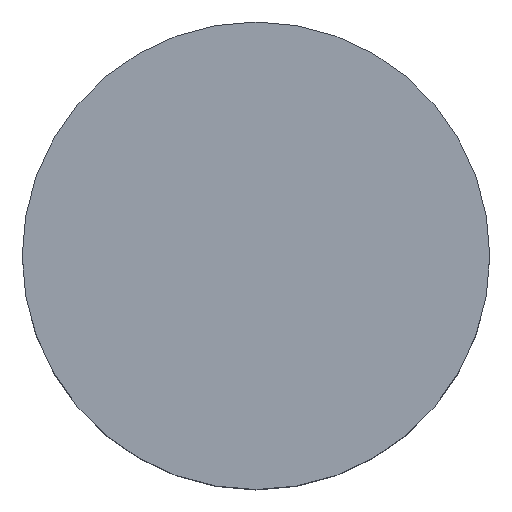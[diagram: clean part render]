
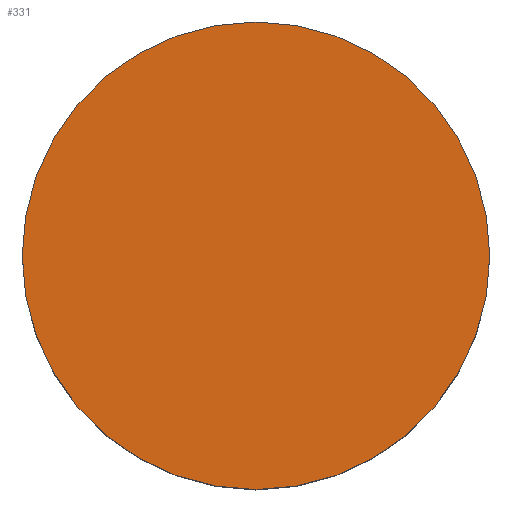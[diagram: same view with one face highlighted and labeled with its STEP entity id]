
A CAD part, top view. The second image highlights one B-rep face of the part: STEP entity #331.
In plain terms, the highlighted planar face has unit normal (0, 0, 1).
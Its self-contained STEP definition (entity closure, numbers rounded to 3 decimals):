
#25 = AXIS2_PLACEMENT_3D ( 'NONE', #121, #91, #45 ) ;
#34 = DIRECTION ( 'NONE',  ( 0., 0., 1. ) ) ;
#40 = AXIS2_PLACEMENT_3D ( 'NONE', #134, #34, #352 ) ;
#45 = DIRECTION ( 'NONE',  ( 1., 0., 0. ) ) ;
#58 = EDGE_LOOP ( 'NONE', ( #175, #107 ) ) ;
#68 = CARTESIAN_POINT ( 'NONE',  ( 3., 0., 0. ) ) ;
#72 = VERTEX_POINT ( 'NONE', #147 ) ;
#91 = DIRECTION ( 'NONE',  ( 0., 0., 1. ) ) ;
#104 = EDGE_CURVE ( 'NONE', #72, #315, #182, .T. ) ;
#107 = ORIENTED_EDGE ( 'NONE', *, *, #104, .T. ) ;
#121 = CARTESIAN_POINT ( 'NONE',  ( 0., 0., 0. ) ) ;
#134 = CARTESIAN_POINT ( 'NONE',  ( 0., 0., 0. ) ) ;
#147 = CARTESIAN_POINT ( 'NONE',  ( -3., 0., 0. ) ) ;
#156 = PLANE ( 'NONE',  #245 ) ;
#175 = ORIENTED_EDGE ( 'NONE', *, *, #229, .T. ) ;
#182 = CIRCLE ( 'NONE', #40, 3. ) ;
#219 = DIRECTION ( 'NONE',  ( 1., 0., 0. ) ) ;
#221 = DIRECTION ( 'NONE',  ( 0., 0., 1. ) ) ;
#229 = EDGE_CURVE ( 'NONE', #315, #72, #239, .T. ) ;
#239 = CIRCLE ( 'NONE', #25, 3. ) ;
#245 = AXIS2_PLACEMENT_3D ( 'NONE', #283, #221, #219 ) ;
#283 = CARTESIAN_POINT ( 'NONE',  ( 0., 0., 0. ) ) ;
#315 = VERTEX_POINT ( 'NONE', #68 ) ;
#331 = ADVANCED_FACE ( 'NONE', ( #339 ), #156, .T. ) ;
#339 = FACE_OUTER_BOUND ( 'NONE', #58, .T. ) ;
#352 = DIRECTION ( 'NONE',  ( 1., 0., 0. ) ) ;
